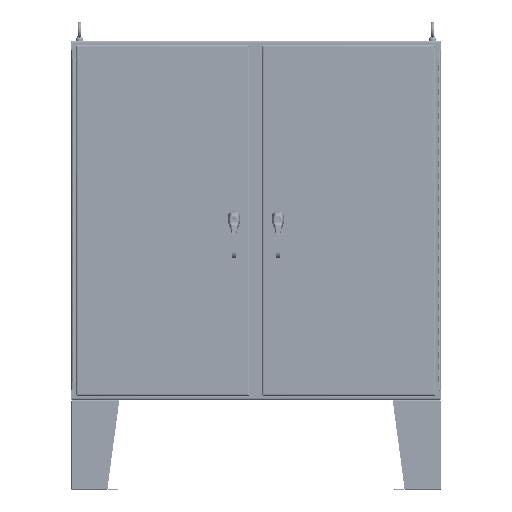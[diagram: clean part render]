
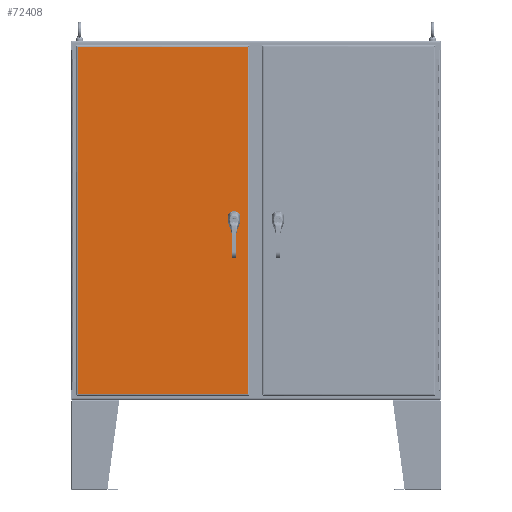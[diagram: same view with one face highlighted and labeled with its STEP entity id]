
A CAD part, top view. The second image highlights one B-rep face of the part: STEP entity #72408.
In plain terms, the highlighted planar face has unit normal (0, 0, 1).
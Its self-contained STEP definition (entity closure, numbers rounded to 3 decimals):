
#3106=FACE_BOUND('',#11120,.T.);
#3107=FACE_BOUND('',#11121,.T.);
#3108=FACE_BOUND('',#11122,.T.);
#3109=FACE_BOUND('',#11123,.T.);
#4358=PLANE('',#77336);
#6484=FACE_OUTER_BOUND('',#11119,.T.);
#11119=EDGE_LOOP('',(#50336,#50337,#50338,#50339));
#11120=EDGE_LOOP('',(#50340,#50341,#50342,#50343,#50344,#50345,#50346,#50347));
#11121=EDGE_LOOP('',(#50348));
#11122=EDGE_LOOP('',(#50349));
#11123=EDGE_LOOP('',(#50350));
#16186=CIRCLE('',#77282,0.453);
#16188=CIRCLE('',#77286,0.453);
#16190=CIRCLE('',#77290,0.453);
#16192=CIRCLE('',#77294,0.453);
#16194=CIRCLE('',#77297,0.14);
#16196=CIRCLE('',#77300,0.14);
#16198=CIRCLE('',#77303,0.14);
#20418=LINE('',#109470,#26024);
#20422=LINE('',#109482,#26028);
#20426=LINE('',#109494,#26032);
#20430=LINE('',#109506,#26036);
#20450=LINE('',#109577,#26056);
#20466=LINE('',#109699,#26072);
#20480=LINE('',#109816,#26086);
#20491=LINE('',#109927,#26097);
#26024=VECTOR('',#86973,0.427);
#26028=VECTOR('',#86985,0.427);
#26032=VECTOR('',#86997,0.427);
#26036=VECTOR('',#87009,0.427);
#26056=VECTOR('',#87065,58.042);
#26072=VECTOR('',#87095,28.417);
#26086=VECTOR('',#87123,58.042);
#26097=VECTOR('',#87146,28.417);
#31613=VERTEX_POINT('',#109467);
#31614=VERTEX_POINT('',#109469);
#31616=VERTEX_POINT('',#109475);
#31618=VERTEX_POINT('',#109481);
#31620=VERTEX_POINT('',#109487);
#31622=VERTEX_POINT('',#109493);
#31624=VERTEX_POINT('',#109499);
#31626=VERTEX_POINT('',#109505);
#31628=VERTEX_POINT('',#109514);
#31630=VERTEX_POINT('',#109519);
#31632=VERTEX_POINT('',#109524);
#31648=VERTEX_POINT('',#109565);
#31649=VERTEX_POINT('',#109576);
#31660=VERTEX_POINT('',#109688);
#31668=VERTEX_POINT('',#109805);
#38622=EDGE_CURVE('',#31614,#31613,#20418,.T.);
#38625=EDGE_CURVE('',#31616,#31614,#16186,.T.);
#38628=EDGE_CURVE('',#31618,#31616,#20422,.T.);
#38631=EDGE_CURVE('',#31620,#31618,#16188,.T.);
#38634=EDGE_CURVE('',#31622,#31620,#20426,.T.);
#38637=EDGE_CURVE('',#31624,#31622,#16190,.T.);
#38640=EDGE_CURVE('',#31626,#31624,#20430,.T.);
#38643=EDGE_CURVE('',#31613,#31626,#16192,.T.);
#38645=EDGE_CURVE('',#31628,#31628,#16194,.T.);
#38647=EDGE_CURVE('',#31630,#31630,#16196,.T.);
#38649=EDGE_CURVE('',#31632,#31632,#16198,.T.);
#38669=EDGE_CURVE('',#31649,#31648,#20450,.T.);
#38689=EDGE_CURVE('',#31648,#31660,#20466,.T.);
#38707=EDGE_CURVE('',#31660,#31668,#20480,.T.);
#38722=EDGE_CURVE('',#31668,#31649,#20491,.T.);
#50336=ORIENTED_EDGE('',*,*,#38669,.T.);
#50337=ORIENTED_EDGE('',*,*,#38689,.T.);
#50338=ORIENTED_EDGE('',*,*,#38707,.T.);
#50339=ORIENTED_EDGE('',*,*,#38722,.T.);
#50340=ORIENTED_EDGE('',*,*,#38622,.T.);
#50341=ORIENTED_EDGE('',*,*,#38643,.T.);
#50342=ORIENTED_EDGE('',*,*,#38640,.T.);
#50343=ORIENTED_EDGE('',*,*,#38637,.T.);
#50344=ORIENTED_EDGE('',*,*,#38634,.T.);
#50345=ORIENTED_EDGE('',*,*,#38631,.T.);
#50346=ORIENTED_EDGE('',*,*,#38628,.T.);
#50347=ORIENTED_EDGE('',*,*,#38625,.T.);
#50348=ORIENTED_EDGE('',*,*,#38645,.T.);
#50349=ORIENTED_EDGE('',*,*,#38647,.T.);
#50350=ORIENTED_EDGE('',*,*,#38649,.T.);
#72408=ADVANCED_FACE('',(#6484,#3106,#3107,#3108,#3109),#4358,.T.);
#77282=AXIS2_PLACEMENT_3D('',#109476,#86979,#86980);
#77286=AXIS2_PLACEMENT_3D('',#109488,#86991,#86992);
#77290=AXIS2_PLACEMENT_3D('',#109500,#87003,#87004);
#77294=AXIS2_PLACEMENT_3D('',#109510,#87015,#87016);
#77297=AXIS2_PLACEMENT_3D('',#109515,#87021,#87022);
#77300=AXIS2_PLACEMENT_3D('',#109520,#87027,#87028);
#77303=AXIS2_PLACEMENT_3D('',#109525,#87033,#87034);
#77336=AXIS2_PLACEMENT_3D('',#110030,#87171,#87172);
#86973=DIRECTION('',(0.,1.,0.));
#86979=DIRECTION('center_axis',(0.,0.,-1.));
#86980=DIRECTION('ref_axis',(-0.882,-0.471,0.));
#86985=DIRECTION('',(-1.,0.,0.));
#86991=DIRECTION('center_axis',(0.,0.,-1.));
#86992=DIRECTION('ref_axis',(0.471,-0.882,0.));
#86997=DIRECTION('',(0.,-1.,0.));
#87003=DIRECTION('center_axis',(0.,0.,-1.));
#87004=DIRECTION('ref_axis',(0.882,0.471,0.));
#87009=DIRECTION('',(1.,0.,0.));
#87015=DIRECTION('center_axis',(0.,0.,-1.));
#87016=DIRECTION('ref_axis',(-0.471,0.882,0.));
#87021=DIRECTION('center_axis',(0.,0.,-1.));
#87022=DIRECTION('ref_axis',(-1.,0.,0.));
#87027=DIRECTION('center_axis',(0.,0.,-1.));
#87028=DIRECTION('ref_axis',(-1.,0.,0.));
#87033=DIRECTION('center_axis',(0.,0.,-1.));
#87034=DIRECTION('ref_axis',(-1.,0.,0.));
#87065=DIRECTION('',(0.,1.,0.));
#87095=DIRECTION('',(-1.,0.,0.));
#87123=DIRECTION('',(0.,-1.,0.));
#87146=DIRECTION('',(1.,0.,0.));
#87171=DIRECTION('center_axis',(0.,0.,1.));
#87172=DIRECTION('ref_axis',(1.,0.,0.));
#109467=CARTESIAN_POINT('',(11.476,0.214,0.104));
#109469=CARTESIAN_POINT('',(11.476,-0.214,0.104));
#109470=CARTESIAN_POINT('',(11.476,0.107,0.104));
#109475=CARTESIAN_POINT('',(11.661,-0.399,0.104));
#109476=CARTESIAN_POINT('Origin',(11.875,0.,
0.104));
#109481=CARTESIAN_POINT('',(12.089,-0.399,0.104));
#109482=CARTESIAN_POINT('',(5.831,-0.4,0.104));
#109487=CARTESIAN_POINT('',(12.275,-0.214,0.104));
#109488=CARTESIAN_POINT('Origin',(11.875,0.,0.104));
#109493=CARTESIAN_POINT('',(12.275,0.214,0.104));
#109494=CARTESIAN_POINT('',(12.275,-0.107,0.104));
#109499=CARTESIAN_POINT('',(12.089,0.4,0.104));
#109500=CARTESIAN_POINT('Origin',(11.875,0.,0.104));
#109505=CARTESIAN_POINT('',(11.661,0.4,0.104));
#109506=CARTESIAN_POINT('',(6.044,0.4,0.104));
#109510=CARTESIAN_POINT('Origin',(11.875,0.,
0.104));
#109514=CARTESIAN_POINT('',(12.015,0.885,0.104));
#109515=CARTESIAN_POINT('Origin',(11.875,0.885,0.104));
#109519=CARTESIAN_POINT('',(12.015,-0.886,0.104));
#109520=CARTESIAN_POINT('Origin',(11.875,-0.886,0.104));
#109524=CARTESIAN_POINT('',(12.015,-1.378,0.104));
#109525=CARTESIAN_POINT('Origin',(11.875,-1.378,0.104));
#109565=CARTESIAN_POINT('',(14.209,29.021,0.104));
#109576=CARTESIAN_POINT('',(14.209,-29.021,0.104));
#109577=CARTESIAN_POINT('',(14.209,-14.511,0.104));
#109688=CARTESIAN_POINT('',(-14.209,29.021,0.104));
#109699=CARTESIAN_POINT('',(7.104,29.021,0.104));
#109805=CARTESIAN_POINT('',(-14.209,-29.021,0.104));
#109816=CARTESIAN_POINT('',(-14.209,14.511,0.104));
#109927=CARTESIAN_POINT('',(-7.104,-29.021,0.104));
#110030=CARTESIAN_POINT('Origin',(0.,0.,
0.104));
